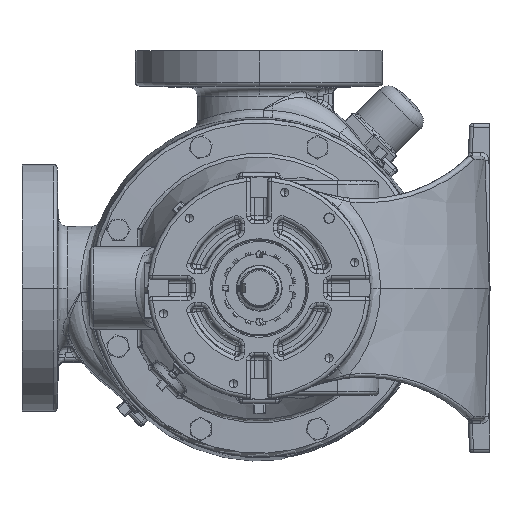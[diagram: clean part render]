
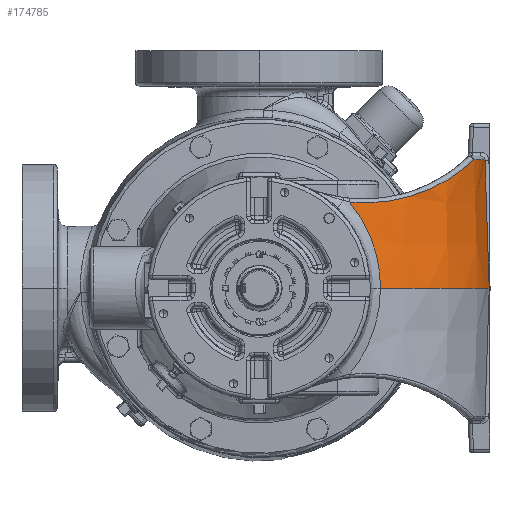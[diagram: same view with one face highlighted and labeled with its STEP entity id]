
A CAD part, left-side view. The second image highlights one B-rep face of the part: STEP entity #174785.
In plain terms, the highlighted conical face has half-angle 2 degrees and reference radius 133.35 mm.
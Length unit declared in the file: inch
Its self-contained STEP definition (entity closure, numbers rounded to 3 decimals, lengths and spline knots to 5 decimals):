
#3436 = CARTESIAN_POINT ( 'NONE',  ( -10.57286, -3.5981, 0.82224 ) ) ;
#4320 = EDGE_CURVE ( 'Defeatured_0_2626+Defeatured_0_3002+Defeatured_0_3003+Defeatured_0_2759', #61308, #102259, #14271, .T. ) ;
#6224 = CARTESIAN_POINT ( 'NONE',  ( -5.6, -1.59534, 4. ) ) ;
#6701 = CARTESIAN_POINT ( 'NONE',  ( -10.75986, -2.81577, 2.52049 ) ) ;
#9202 = CARTESIAN_POINT ( 'NONE',  ( -7.46815, -6.50604, 3.88419 ) ) ;
#12434 = CARTESIAN_POINT ( 'NONE',  ( -10.7735, -2.73949, 2.61085 ) ) ;
#14271 = B_SPLINE_CURVE_WITH_KNOTS ( 'NONE', 3,
 ( #9202, #162315, #76980, #27803, #92280, #160173, #126192, #29924, #211397, #142647, #129424, #179725, #144792, #96570, #60578, #127262, #61642, #112978, #111911, #193962, #94436, #110841, #209268, #59507, #45237, #161247, #79114, #95501, #163381, #12434 ),
 .UNSPECIFIED., .F., .F.,
 ( 4, 2, 2, 2, 2, 2, 2, 2, 2, 2, 2, 2, 2, 2, 4 ),
 ( 0., 0.01732, 0.02165, 0.02597, 0.03463, 0.05195, 0.06061, 0.06494, 0.06927, 0.08658, 0.09524, 0.09957, 0.1039, 0.12122, 0.13853 ),
 .UNSPECIFIED. ) ;
#14384 = CARTESIAN_POINT ( 'NONE',  ( -10.56955, -3.68154, 0. ) ) ;
#17088 = CIRCLE ( 'NONE', #79969, 5.38968 ) ;
#18872 = ORIENTED_EDGE ( 'NONE', *, *, #84626, .T. ) ;
#21151 = VERTEX_POINT ( 'NONE', #172882 ) ;
#22016 = CARTESIAN_POINT ( 'NONE',  ( -10.60816, -3.45721, 1.33626 ) ) ;
#23096 = CARTESIAN_POINT ( 'NONE',  ( -10.72396, -2.98913, 2.28105 ) ) ;
#27803 = CARTESIAN_POINT ( 'NONE',  ( -8.1049, -6.2239, 3.63837 ) ) ;
#29924 = CARTESIAN_POINT ( 'NONE',  ( -8.42791, -6.04067, 3.49798 ) ) ;
#34176 = EDGE_LOOP ( 'NONE', ( #188090, #84840, #42877, #18872, #209074 ) ) ;
#36248 = CARTESIAN_POINT ( 'NONE',  ( -10.57866, -3.57288, 0.93762 ) ) ;
#39291 = EDGE_CURVE ( 'Defeatured_0_2626+Defeatured_0_3003+Defeatured_0_2574+Defeatured_0_3002', #21151, #61308, #66575, .T. ) ;
#40099 = DIRECTION ( 'NONE',  ( 0., 0., -1. ) ) ;
#42877 = ORIENTED_EDGE ( 'NONE', *, *, #4320, .T. ) ;
#44620 = CARTESIAN_POINT ( 'NONE',  ( -10.7735, -2.73949, 2.61085 ) ) ;
#45237 = CARTESIAN_POINT ( 'NONE',  ( -10.28965, -4.05837, 2.65969 ) ) ;
#53720 = CARTESIAN_POINT ( 'NONE',  ( -10.56118, -3.65907, 0.4738 ) ) ;
#54459 = AXIS2_PLACEMENT_3D ( 'NONE', #6224, #40099, #76145 ) ;
#58384 = DIRECTION ( 'NONE',  ( 0., 0., -1. ) ) ;
#59507 = CARTESIAN_POINT ( 'NONE',  ( -10.26291, -4.10795, 2.66869 ) ) ;
#60578 = CARTESIAN_POINT ( 'NONE',  ( -9.41666, -5.24965, 3.03376 ) ) ;
#61308 = VERTEX_POINT ( 'NONE', #113379 ) ;
#61642 = CARTESIAN_POINT ( 'NONE',  ( -9.52831, -5.1321, 2.98109 ) ) ;
#66575 = CIRCLE ( 'NONE', #153905, 5.25404 ) ;
#70049 = CARTESIAN_POINT ( 'NONE',  ( -5.76962, -6.84664, 3.88419 ) ) ;
#70129 = CARTESIAN_POINT ( 'NONE',  ( -10.59412, -3.51113, 1.16677 ) ) ;
#73397 = CARTESIAN_POINT ( 'NONE',  ( -10.66039, -3.2602, 1.82683 ) ) ;
#76145 = DIRECTION ( 'NONE',  ( 1., 0., 0. ) ) ;
#76980 = CARTESIAN_POINT ( 'NONE',  ( -7.86748, -6.34539, 3.73728 ) ) ;
#79021 = CARTESIAN_POINT ( 'NONE',  ( -5.6, -1.59534, 0. ) ) ;
#79114 = CARTESIAN_POINT ( 'NONE',  ( -10.50962, -3.60168, 2.59724 ) ) ;
#79969 = AXIS2_PLACEMENT_3D ( 'NONE', #79021, #192803, #176438 ) ;
#81376 = VERTEX_POINT ( 'NONE', #14384 ) ;
#83579 = EDGE_CURVE ( 'Defeatured_0_2626+Defeatured_0_2574+Defeatured_0_2648+Defeatured_0_3003', #127081, #21151, #100736, .T. ) ;
#84626 = EDGE_CURVE ( 'Defeatured_0_2626+Defeatured_0_2759+Defeatured_0_3002+Defeatured_0_2648', #102259, #81376, #174873, .T. ) ;
#84840 = ORIENTED_EDGE ( 'NONE', *, *, #39291, .T. ) ;
#85410 = CARTESIAN_POINT ( 'NONE',  ( -10.74558, -2.88767, 2.42673 ) ) ;
#89773 = CARTESIAN_POINT ( 'NONE',  ( -10.6953, -3.11492, 2.08169 ) ) ;
#92280 = CARTESIAN_POINT ( 'NONE',  ( -8.15204, -6.19887, 3.6184 ) ) ;
#94436 = CARTESIAN_POINT ( 'NONE',  ( -10.09394, -4.39652, 2.73103 ) ) ;
#95501 = CARTESIAN_POINT ( 'NONE',  ( -10.66238, -3.17886, 2.5824 ) ) ;
#96570 = CARTESIAN_POINT ( 'NONE',  ( -9.37886, -5.28782, 3.05169 ) ) ;
#99236 = CARTESIAN_POINT ( 'NONE',  ( -5.90241, -6.97653, 0. ) ) ;
#100736 = B_SPLINE_CURVE_WITH_KNOTS ( 'NONE', 3,
 ( #103907, #168549, #169607, #70049 ),
 .UNSPECIFIED., .F., .F.,
 ( 4, 4 ),
 ( 0., 0.09877 ),
 .UNSPECIFIED. ) ;
#102259 = VERTEX_POINT ( 'NONE', #44620 ) ;
#102890 = CARTESIAN_POINT ( 'NONE',  ( -10.71672, -3.02182, 2.23174 ) ) ;
#103907 = CARTESIAN_POINT ( 'NONE',  ( -5.90241, -6.97653, 0. ) ) ;
#105410 = DIRECTION ( 'NONE',  ( 1., 0., 0. ) ) ;
#110841 = CARTESIAN_POINT ( 'NONE',  ( -10.18009, -4.25386, 2.69829 ) ) ;
#111911 = CARTESIAN_POINT ( 'NONE',  ( -9.84593, -4.75947, 2.83458 ) ) ;
#112978 = CARTESIAN_POINT ( 'NONE',  ( -9.71041, -4.9301, 2.89603 ) ) ;
#113379 = CARTESIAN_POINT ( 'NONE',  ( -7.46815, -6.50604, 3.88419 ) ) ;
#113899 = CONICAL_SURFACE ( 'NONE', #54459, 5.25, 0.035 ) ;
#126192 = CARTESIAN_POINT ( 'NONE',  ( -8.29124, -6.12134, 3.55829 ) ) ;
#127081 = VERTEX_POINT ( 'NONE', #99236 ) ;
#127262 = CARTESIAN_POINT ( 'NONE',  ( -9.49137, -5.17181, 2.99846 ) ) ;
#129424 = CARTESIAN_POINT ( 'NONE',  ( -8.94583, -5.68012, 3.25812 ) ) ;
#135759 = CARTESIAN_POINT ( 'NONE',  ( -10.63436, -3.35781, 1.6139 ) ) ;
#137925 = CARTESIAN_POINT ( 'NONE',  ( -10.56105, -3.68029, 0.23847 ) ) ;
#142647 = CARTESIAN_POINT ( 'NONE',  ( -8.77878, -5.80789, 3.33743 ) ) ;
#144792 = CARTESIAN_POINT ( 'NONE',  ( -9.26413, -5.40018, 3.10627 ) ) ;
#148113 = EDGE_CURVE ( 'Defeatured_0_2648+Defeatured_0_2626+Defeatured_0_2579+Defeatured_0_2760', #127081, #81376, #17088, .T. ) ;
#153905 = AXIS2_PLACEMENT_3D ( 'NONE', #191774, #58384, #105410 ) ;
#160173 = CARTESIAN_POINT ( 'NONE',  ( -8.24518, -6.14761, 3.57837 ) ) ;
#161247 = CARTESIAN_POINT ( 'NONE',  ( -10.41955, -3.80767, 2.6183 ) ) ;
#162315 = CARTESIAN_POINT ( 'NONE',  ( -7.67147, -6.43133, 3.81371 ) ) ;
#163381 = CARTESIAN_POINT ( 'NONE',  ( -10.72508, -2.96204, 2.58859 ) ) ;
#168549 = CARTESIAN_POINT ( 'NONE',  ( -5.85812, -6.93373, 1.29475 ) ) ;
#168619 = CARTESIAN_POINT ( 'NONE',  ( -10.7024, -3.08469, 2.13209 ) ) ;
#169607 = CARTESIAN_POINT ( 'NONE',  ( -5.81386, -6.89045, 2.58947 ) ) ;
#169686 = CARTESIAN_POINT ( 'NONE',  ( -10.56955, -3.68154, 0. ) ) ;
#172882 = CARTESIAN_POINT ( 'NONE',  ( -5.76962, -6.84664, 3.88419 ) ) ;
#172941 = CARTESIAN_POINT ( 'NONE',  ( -10.7735, -2.73949, 2.61085 ) ) ;
#174785 = ADVANCED_FACE ( 'Defeatured_0_2626', ( #190968 ), #113899, .T. ) ;
#174873 = B_SPLINE_CURVE_WITH_KNOTS ( 'NONE', 3,
 ( #172941, #6701, #85410, #23096, #102890, #168619, #89773, #73397, #135759, #22016, #204578, #70129, #186051, #36248, #3436, #53720, #137925, #169686 ),
 .UNSPECIFIED., .F., .F.,
 ( 4, 2, 2, 2, 2, 2, 2, 2, 4 ),
 ( 0.0043, 0.01337, 0.0179, 0.02243, 0.04057, 0.0451, 0.04964, 0.0587, 0.07684 ),
 .UNSPECIFIED. ) ;
#176438 = DIRECTION ( 'NONE',  ( 1., 0., 0. ) ) ;
#179725 = CARTESIAN_POINT ( 'NONE',  ( -9.18588, -5.4722, 3.14367 ) ) ;
#186051 = CARTESIAN_POINT ( 'NONE',  ( -10.58993, -3.52754, 1.10953 ) ) ;
#188090 = ORIENTED_EDGE ( 'NONE', *, *, #83579, .T. ) ;
#190968 = FACE_OUTER_BOUND ( 'NONE', #34176, .T. ) ;
#191774 = CARTESIAN_POINT ( 'NONE',  ( -5.6, -1.59534, 3.88419 ) ) ;
#192803 = DIRECTION ( 'NONE',  ( 0., 0., -1. ) ) ;
#193962 = CARTESIAN_POINT ( 'NONE',  ( -10.03386, -4.48907, 2.7553 ) ) ;
#204578 = CARTESIAN_POINT ( 'NONE',  ( -10.60324, -3.47595, 1.28016 ) ) ;
#209074 = ORIENTED_EDGE ( 'NONE', *, *, #148113, .F. ) ;
#209268 = CARTESIAN_POINT ( 'NONE',  ( -10.20815, -4.20566, 2.68799 ) ) ;
#211397 = CARTESIAN_POINT ( 'NONE',  ( -8.51703, -5.98438, 3.45768 ) ) ;
